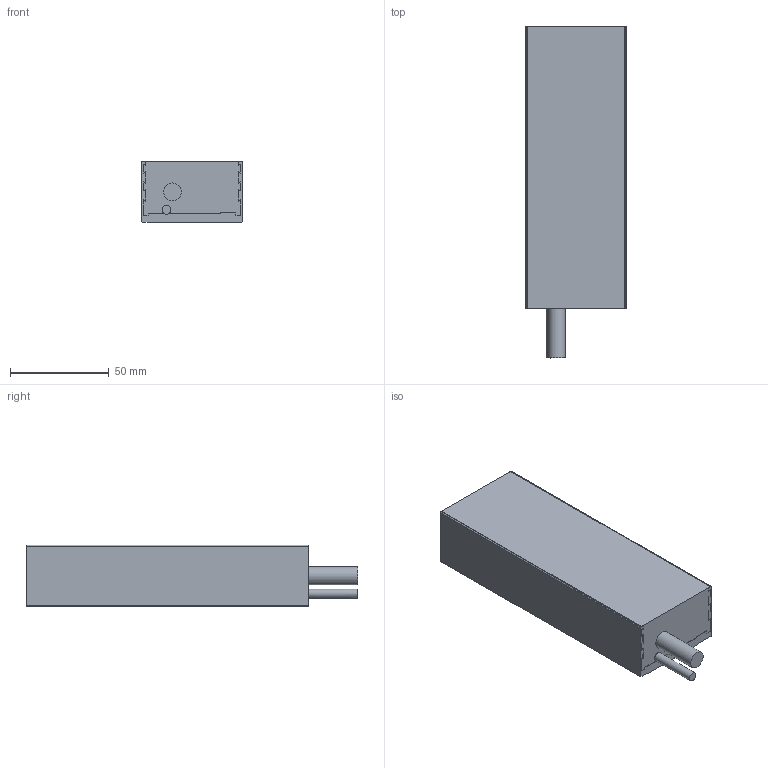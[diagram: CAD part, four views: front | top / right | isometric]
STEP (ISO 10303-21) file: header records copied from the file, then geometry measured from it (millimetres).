
FILE_DESCRIPTION( ( 'STEP AP214' ), '1' );
FILE_NAME( 'Coilunit TM 6 flex.stp', '2008-09-30T06:35:09', ( ' ' ), ( ' ' ), 'XStep 1.0', ' ', ' ' );
FILE_SCHEMA( ( 'CONFIG_CONTROL_DESIGN) ( )' ) );
Length unit declared in the file: metre
Products named in the file (1): 1
Bounding box: 51 x 167.9 x 31.34 mm (x, y, z)
Volume: 228794.9 mm3; surface area: 27988.8 mm2
Topology: 1 solids, 1 shells, 156 faces, 427 edges, 287 vertices
Faces by surface type: plane 120, cylinder 36
Full cylindrical faces by diameter (mm): 2.5 x3, 4 x4, 4.5 x1, 5 x1, 9 x1
Entity records: 4813 total; most frequent: CARTESIAN_POINT 845, ORIENTED_EDGE 818, DIRECTION 796, EDGE_CURVE 409, LINE 336, VECTOR 336, VERTEX_POINT 279, AXIS2_PLACEMENT_3D 230
